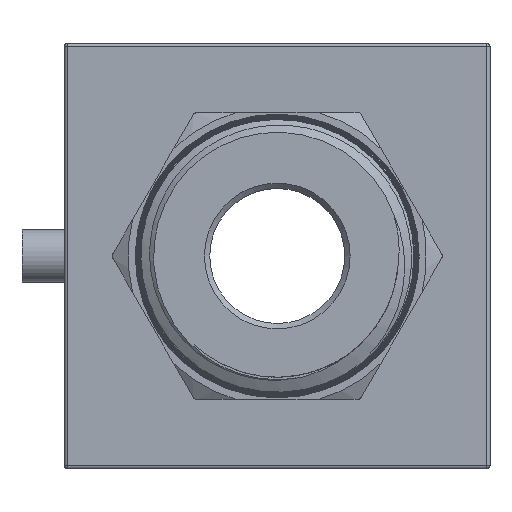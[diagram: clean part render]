
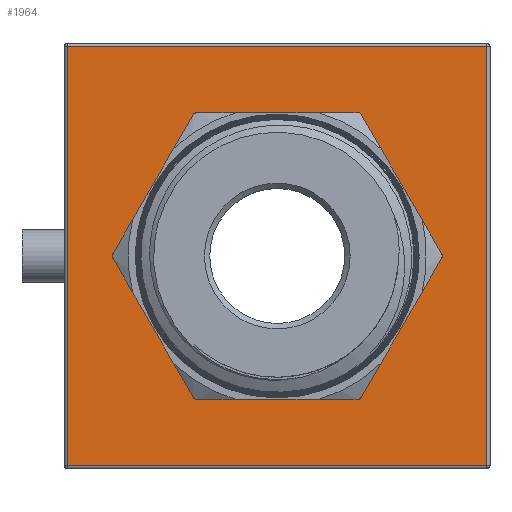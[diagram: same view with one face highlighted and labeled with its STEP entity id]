
A CAD part, left-side view. The second image highlights one B-rep face of the part: STEP entity #1964.
In plain terms, the highlighted planar face has unit normal (-1, 0, 0).
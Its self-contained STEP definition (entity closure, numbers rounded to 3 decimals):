
#232=FACE_BOUND('',#439,.T.);
#250=CIRCLE('',#2109,12.75);
#314=FACE_OUTER_BOUND('',#438,.T.);
#438=EDGE_LOOP('',(#1312,#1313,#1314,#1315));
#439=EDGE_LOOP('',(#1316));
#580=LINE('',#2766,#692);
#581=LINE('',#2768,#693);
#582=LINE('',#2770,#694);
#583=LINE('',#2771,#695);
#692=VECTOR('',#2292,39.4);
#693=VECTOR('',#2293,39.4);
#694=VECTOR('',#2294,39.4);
#695=VECTOR('',#2295,39.4);
#804=VERTEX_POINT('',#2764);
#805=VERTEX_POINT('',#2765);
#806=VERTEX_POINT('',#2767);
#807=VERTEX_POINT('',#2769);
#808=VERTEX_POINT('',#2772);
#1005=EDGE_CURVE('',#804,#805,#580,.T.);
#1006=EDGE_CURVE('',#805,#806,#581,.T.);
#1007=EDGE_CURVE('',#806,#807,#582,.T.);
#1008=EDGE_CURVE('',#807,#804,#583,.T.);
#1009=EDGE_CURVE('',#808,#808,#250,.T.);
#1312=ORIENTED_EDGE('',*,*,#1005,.T.);
#1313=ORIENTED_EDGE('',*,*,#1006,.T.);
#1314=ORIENTED_EDGE('',*,*,#1007,.T.);
#1315=ORIENTED_EDGE('',*,*,#1008,.T.);
#1316=ORIENTED_EDGE('',*,*,#1009,.F.);
#1926=PLANE('',#2108);
#1964=ADVANCED_FACE('',(#314,#232),#1926,.F.);
#2108=AXIS2_PLACEMENT_3D('',#2763,#2290,#2291);
#2109=AXIS2_PLACEMENT_3D('',#2773,#2296,#2297);
#2290=DIRECTION('center_axis',(1.,0.,0.));
#2291=DIRECTION('ref_axis',(0.,1.,0.));
#2292=DIRECTION('',(0.,0.,-1.));
#2293=DIRECTION('',(0.,-1.,0.));
#2294=DIRECTION('',(0.,0.,1.));
#2295=DIRECTION('',(0.,1.,0.));
#2296=DIRECTION('center_axis',(-1.,0.,0.));
#2297=DIRECTION('ref_axis',(0.,0.,1.));
#2763=CARTESIAN_POINT('Origin',(-20.,0.,0.));
#2764=CARTESIAN_POINT('',(-20.,19.7,19.7));
#2765=CARTESIAN_POINT('',(-20.,19.7,-19.7));
#2766=CARTESIAN_POINT('',(-20.,19.7,19.7));
#2767=CARTESIAN_POINT('',(-20.,-19.7,-19.7));
#2768=CARTESIAN_POINT('',(-20.,19.7,-19.7));
#2769=CARTESIAN_POINT('',(-20.,-19.7,19.7));
#2770=CARTESIAN_POINT('',(-20.,-19.7,-19.7));
#2771=CARTESIAN_POINT('',(-20.,-19.7,19.7));
#2772=CARTESIAN_POINT('',(-20.,0.,-12.75));
#2773=CARTESIAN_POINT('Origin',(-20.,0.,0.));
